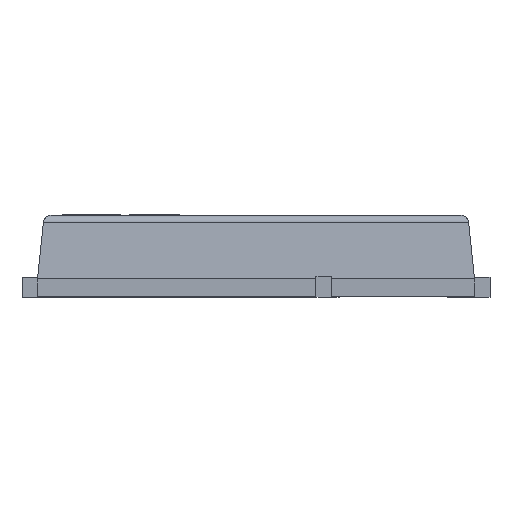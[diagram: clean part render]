
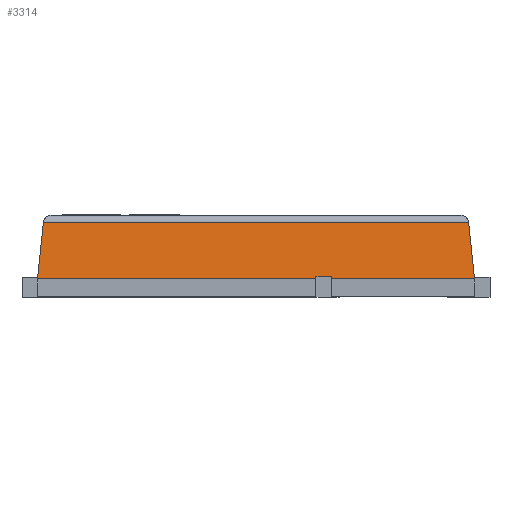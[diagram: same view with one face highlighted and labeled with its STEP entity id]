
A CAD part, left-side view. The second image highlights one B-rep face of the part: STEP entity #3314.
In plain terms, the highlighted planar face has unit normal (-0.995, 0, 0.104).
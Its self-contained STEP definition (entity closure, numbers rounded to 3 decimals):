
#260 = CARTESIAN_POINT ( 'NONE',  ( -2.448, 2.748, 0.96 ) ) ;
#985 = ORIENTED_EDGE ( 'NONE', *, *, #2282, .T. ) ;
#1298 = CARTESIAN_POINT ( 'NONE',  ( -2.525, -0.975, 0.23 ) ) ;
#1384 = VECTOR ( 'NONE', #14575, 1000. ) ;
#1398 = DIRECTION ( 'NONE',  ( -0.105, 0., -0.995 ) ) ;
#1530 = ORIENTED_EDGE ( 'NONE', *, *, #7181, .T. ) ;
#1982 = ORIENTED_EDGE ( 'NONE', *, *, #9084, .T. ) ;
#2282 = EDGE_CURVE ( 'NONE', #4165, #15717, #14239, .T. ) ;
#2505 = CARTESIAN_POINT ( 'NONE',  ( -2.525, 2.825, 0.23 ) ) ;
#2549 = VECTOR ( 'NONE', #3323, 1000. ) ;
#2662 = CARTESIAN_POINT ( 'NONE',  ( -2.522, -0.975, 0.254 ) ) ;
#3314 = ADVANCED_FACE ( 'NONE', ( #7790 ), #7687, .T. ) ;
#3323 = DIRECTION ( 'NONE',  ( 0., -1., 0. ) ) ;
#4165 = VERTEX_POINT ( 'NONE', #6724 ) ;
#4276 = VERTEX_POINT ( 'NONE', #5434 ) ;
#4800 = VECTOR ( 'NONE', #8302, 1000. ) ;
#4890 = CARTESIAN_POINT ( 'NONE',  ( -2.525, -2.825, 0.23 ) ) ;
#5233 = CARTESIAN_POINT ( 'NONE',  ( -2.522, 2.825, 0.254 ) ) ;
#5434 = CARTESIAN_POINT ( 'NONE',  ( -2.525, -0.975, 0.23 ) ) ;
#5553 = VECTOR ( 'NONE', #9918, 1000. ) ;
#6067 = LINE ( 'NONE', #13193, #1384 ) ;
#6709 = ORIENTED_EDGE ( 'NONE', *, *, #16035, .F. ) ;
#6724 = CARTESIAN_POINT ( 'NONE',  ( -2.448, -2.748, 0.96 ) ) ;
#7112 = AXIS2_PLACEMENT_3D ( 'NONE', #15161, #12171, #9213 ) ;
#7181 = EDGE_CURVE ( 'NONE', #11789, #10249, #16315, .T. ) ;
#7634 = VECTOR ( 'NONE', #16791, 1000. ) ;
#7687 = PLANE ( 'NONE',  #7112 ) ;
#7790 = FACE_OUTER_BOUND ( 'NONE', #8989, .T. ) ;
#8302 = DIRECTION ( 'NONE',  ( 0., -1., 0. ) ) ;
#8989 = EDGE_LOOP ( 'NONE', ( #1530, #11536, #13583, #10733, #1982, #6709, #985, #9708 ) ) ;
#9084 = EDGE_CURVE ( 'NONE', #4276, #12204, #15495, .T. ) ;
#9213 = DIRECTION ( 'NONE',  ( 0.105, 0., 0.995 ) ) ;
#9708 = ORIENTED_EDGE ( 'NONE', *, *, #12192, .T. ) ;
#9918 = DIRECTION ( 'NONE',  ( -0.104, 0.104, -0.989 ) ) ;
#10249 = VERTEX_POINT ( 'NONE', #15210 ) ;
#10733 = ORIENTED_EDGE ( 'NONE', *, *, #16726, .T. ) ;
#11536 = ORIENTED_EDGE ( 'NONE', *, *, #15718, .T. ) ;
#11789 = VERTEX_POINT ( 'NONE', #13270 ) ;
#12126 = EDGE_CURVE ( 'NONE', #12390, #17416, #17866, .T. ) ;
#12171 = DIRECTION ( 'NONE',  ( -0.995, 0., 0.105 ) ) ;
#12192 = EDGE_CURVE ( 'NONE', #15717, #11789, #16974, .T. ) ;
#12204 = VERTEX_POINT ( 'NONE', #12560 ) ;
#12299 = VECTOR ( 'NONE', #13874, 1000. ) ;
#12390 = VERTEX_POINT ( 'NONE', #14974 ) ;
#12557 = CARTESIAN_POINT ( 'NONE',  ( -2.448, 2.739, 0.96 ) ) ;
#12560 = CARTESIAN_POINT ( 'NONE',  ( -2.525, -2.825, 0.23 ) ) ;
#12674 = VECTOR ( 'NONE', #1398, 1000. ) ;
#13193 = CARTESIAN_POINT ( 'NONE',  ( -2.525, -0.775, 0.23 ) ) ;
#13270 = CARTESIAN_POINT ( 'NONE',  ( -2.525, 2.825, 0.23 ) ) ;
#13583 = ORIENTED_EDGE ( 'NONE', *, *, #12126, .T. ) ;
#13874 = DIRECTION ( 'NONE',  ( 0., 1., 0. ) ) ;
#14239 = LINE ( 'NONE', #12557, #12299 ) ;
#14336 = CARTESIAN_POINT ( 'NONE',  ( -2.525, 2.825, 0.23 ) ) ;
#14575 = DIRECTION ( 'NONE',  ( 0.105, 0., 0.995 ) ) ;
#14974 = CARTESIAN_POINT ( 'NONE',  ( -2.522, -0.775, 0.254 ) ) ;
#15005 = DIRECTION ( 'NONE',  ( -0.104, -0.104, -0.989 ) ) ;
#15161 = CARTESIAN_POINT ( 'NONE',  ( -2.525, 2.825, 0.23 ) ) ;
#15210 = CARTESIAN_POINT ( 'NONE',  ( -2.525, -0.775, 0.23 ) ) ;
#15495 = LINE ( 'NONE', #2505, #4800 ) ;
#15717 = VERTEX_POINT ( 'NONE', #260 ) ;
#15718 = EDGE_CURVE ( 'NONE', #10249, #12390, #6067, .T. ) ;
#16035 = EDGE_CURVE ( 'NONE', #4165, #12204, #16520, .T. ) ;
#16315 = LINE ( 'NONE', #17937, #2549 ) ;
#16520 = LINE ( 'NONE', #4890, #17475 ) ;
#16726 = EDGE_CURVE ( 'NONE', #17416, #4276, #18660, .T. ) ;
#16791 = DIRECTION ( 'NONE',  ( 0., -1., 0. ) ) ;
#16974 = LINE ( 'NONE', #14336, #5553 ) ;
#17416 = VERTEX_POINT ( 'NONE', #2662 ) ;
#17475 = VECTOR ( 'NONE', #15005, 1000. ) ;
#17866 = LINE ( 'NONE', #5233, #7634 ) ;
#17937 = CARTESIAN_POINT ( 'NONE',  ( -2.525, 2.825, 0.23 ) ) ;
#18660 = LINE ( 'NONE', #1298, #12674 ) ;
